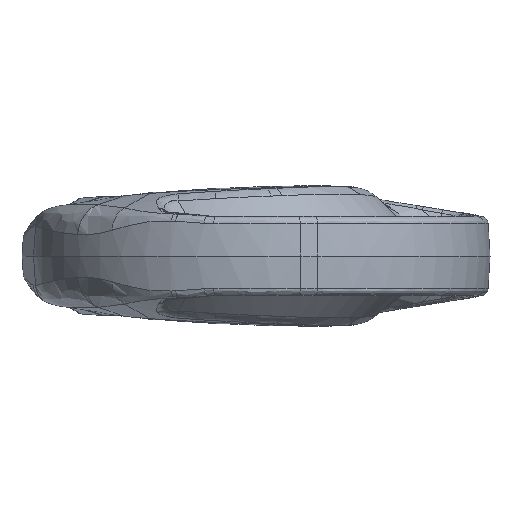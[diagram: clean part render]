
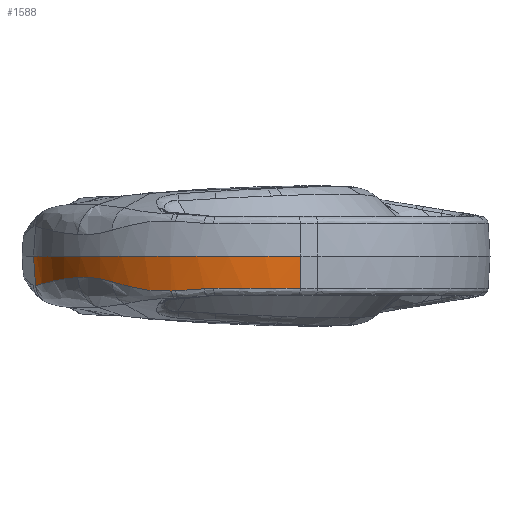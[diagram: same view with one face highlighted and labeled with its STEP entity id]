
A CAD part, front view. The second image highlights one B-rep face of the part: STEP entity #1588.
In plain terms, the highlighted free-form (B-spline) face has degree [5, 1] with [9, 3] control points.
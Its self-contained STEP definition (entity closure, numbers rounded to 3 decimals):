
#1588=ADVANCED_FACE('',(#3787),#3788,.T.);
#3787=FACE_OUTER_BOUND('',#23625,.T.);
#3788=B_SPLINE_SURFACE_WITH_KNOTS('',5,1,((#23626,#23627,#23628),(#23629,#23630,#23631),(#23632,#23633,#23634),(#23635,#23636,#23637),(#23638,#23639,#23640),(#23641,#23642,#23643),(#23644,#23645,#23646),(#23647,#23648,#23649),(#23650,#23651,#23652)),.UNSPECIFIED.,.F.,.F.,.F.,(6,3,6),(2,1,2),(0.0,0.5,1.0),(-0.007,0.0,1.0),.UNSPECIFIED.);
#23625=EDGE_LOOP('',(#45301,#45302,#45303,#45304,#45305,#45306,#45307,#45308,#45309,#45310));
#23626=CARTESIAN_POINT('',(-68.08,-17.026,-13.412));
#23627=CARTESIAN_POINT('',(-68.087,-17.027,-13.32));
#23628=CARTESIAN_POINT('',(-69.014,-17.116,0.0));
#23629=CARTESIAN_POINT('',(-66.749,-30.876,-13.412));
#23630=CARTESIAN_POINT('',(-66.755,-30.878,-13.32));
#23631=CARTESIAN_POINT('',(-67.667,-31.126,0.0));
#23632=CARTESIAN_POINT('',(-62.447,-44.44,-13.412));
#23633=CARTESIAN_POINT('',(-62.453,-44.443,-13.32));
#23634=CARTESIAN_POINT('',(-63.316,-44.847,0.0));
#23635=CARTESIAN_POINT('',(-55.251,-56.867,-13.412));
#23636=CARTESIAN_POINT('',(-55.256,-56.87,-13.32));
#23637=CARTESIAN_POINT('',(-56.036,-57.417,0.0));
#23638=CARTESIAN_POINT('',(-36.003,-77.83,-13.412));
#23639=CARTESIAN_POINT('',(-36.007,-77.836,-13.32));
#23640=CARTESIAN_POINT('',(-36.566,-78.624,0.0));
#23641=CARTESIAN_POINT('',(-9.852,-89.057,-13.412));
#23642=CARTESIAN_POINT('',(-9.853,-89.063,-13.32));
#23643=CARTESIAN_POINT('',(-10.111,-89.98,0.0));
#23644=CARTESIAN_POINT('',(4.256,-91.737,-13.412));
#23645=CARTESIAN_POINT('',(4.256,-91.743,-13.32));
#23646=CARTESIAN_POINT('',(4.16,-92.691,0.0));
#23647=CARTESIAN_POINT('',(18.48,-91.308,-13.412));
#23648=CARTESIAN_POINT('',(18.48,-91.314,-13.32));
#23649=CARTESIAN_POINT('',(18.548,-92.257,0.0));
#23650=CARTESIAN_POINT('',(31.99,-87.981,-13.412));
#23651=CARTESIAN_POINT('',(31.991,-87.988,-13.32));
#23652=CARTESIAN_POINT('',(32.214,-88.892,0.0));
#45301=ORIENTED_EDGE('',*,*,#50839,.F.);
#45302=ORIENTED_EDGE('',*,*,#50638,.T.);
#45303=ORIENTED_EDGE('',*,*,#50578,.T.);
#45304=ORIENTED_EDGE('',*,*,#50581,.T.);
#45305=ORIENTED_EDGE('',*,*,#50585,.T.);
#45306=ORIENTED_EDGE('',*,*,#50589,.T.);
#45307=ORIENTED_EDGE('',*,*,#50593,.T.);
#45308=ORIENTED_EDGE('',*,*,#50596,.T.);
#45309=ORIENTED_EDGE('',*,*,#50599,.T.);
#45310=ORIENTED_EDGE('',*,*,#50615,.T.);
#50578=EDGE_CURVE('',#53704,#53905,#54130,.T.);
#50581=EDGE_CURVE('',#53905,#54133,#54134,.T.);
#50585=EDGE_CURVE('',#54133,#54139,#54140,.T.);
#50589=EDGE_CURVE('',#54139,#54145,#54146,.T.);
#50593=EDGE_CURVE('',#54145,#54150,#54151,.T.);
#50596=EDGE_CURVE('',#54150,#54154,#54155,.T.);
#50599=EDGE_CURVE('',#54154,#54158,#54159,.T.);
#50615=EDGE_CURVE('',#54158,#54179,#54181,.F.);
#50638=EDGE_CURVE('',#54209,#53704,#54210,.T.);
#50839=EDGE_CURVE('',#54209,#54179,#54472,.T.);
#53704=VERTEX_POINT('',#60482);
#53905=VERTEX_POINT('',#61245);
#54130=LINE('',#62309,#62310);
#54133=VERTEX_POINT('',#62314);
#54134=B_SPLINE_CURVE_WITH_KNOTS('',3,(#62315,#62316,#62317,#62318,#62319,#62320,#62321,#62322,#62323,#62324),.UNSPECIFIED.,.F.,.F.,(4,3,3,4),(-1.,-0.62,-0.337,0.0),.UNSPECIFIED.);
#54139=VERTEX_POINT('',#62338);
#54140=B_SPLINE_CURVE_WITH_KNOTS('',3,(#62339,#62340,#62341,#62342,#62343,#62344,#62345,#62346,#62347,#62348),.UNSPECIFIED.,.F.,.F.,(4,3,3,4),(-1.,-0.86,-0.446,0.0),.UNSPECIFIED.);
#54145=VERTEX_POINT('',#62362);
#54146=B_SPLINE_CURVE_WITH_KNOTS('',3,(#62363,#62364,#62365,#62366,#62367,#62368,#62369,#62370,#62371,#62372,#62373,#62374,#62375),.UNSPECIFIED.,.F.,.F.,(4,3,3,3,4),(-1.0,-0.734,-0.456,-0.103,0.),.UNSPECIFIED.);
#54150=VERTEX_POINT('',#62396);
#54151=B_SPLINE_CURVE_WITH_KNOTS('',3,(#62397,#62398,#62399,#62400),.UNSPECIFIED.,.F.,.F.,(4,4),(-1.0,0.),.UNSPECIFIED.);
#54154=VERTEX_POINT('',#62403);
#54155=B_SPLINE_CURVE_WITH_KNOTS('',3,(#62404,#62405,#62406,#62407,#62408,#62409,#62410),.UNSPECIFIED.,.F.,.F.,(4,3,4),(-1.0,-0.663,0.),.UNSPECIFIED.);
#54158=VERTEX_POINT('',#62419);
#54159=B_SPLINE_CURVE_WITH_KNOTS('',3,(#62420,#62421,#62422,#62423,#62424,#62425),.UNSPECIFIED.,.F.,.F.,(4,2,4),(-1.0,-0.63,0.),.UNSPECIFIED.);
#54179=VERTEX_POINT('',#62478);
#54181=CIRCLE('',#62486,81.146);
#54209=VERTEX_POINT('',#62564);
#54210=B_SPLINE_CURVE_WITH_KNOTS('',3,(#62565,#62566,#62567,#62568,#62569,#62570,#62571,#62572,#62573,#62574,#62575,#62576,#62577),.UNSPECIFIED.,.F.,.F.,(4,3,3,3,4),(0.,0.258,0.5,0.758,1.0),.UNSPECIFIED.);
#54472=LINE('',#63673,#63674);
#60482=CARTESIAN_POINT('',(-69.014,-17.116,0.));
#61245=CARTESIAN_POINT('',(-68.233,-17.041,-11.21));
#62309=CARTESIAN_POINT('',(-69.014,-17.116,0.0));
#62310=VECTOR('',#73049,10.0);
#62314=CARTESIAN_POINT('',(-52.28,-58.466,-8.138));
#62315=CARTESIAN_POINT('',(-68.233,-17.041,-11.21));
#62316=CARTESIAN_POINT('',(-67.701,-22.672,-11.084));
#62317=CARTESIAN_POINT('',(-66.59,-28.28,-10.737));
#62318=CARTESIAN_POINT('',(-64.903,-33.727,-10.292));
#62319=CARTESIAN_POINT('',(-63.648,-37.784,-9.96));
#62320=CARTESIAN_POINT('',(-62.076,-41.746,-9.574));
#62321=CARTESIAN_POINT('',(-60.204,-45.561,-9.204));
#62322=CARTESIAN_POINT('',(-57.979,-50.094,-8.764));
#62323=CARTESIAN_POINT('',(-55.334,-54.414,-8.339));
#62324=CARTESIAN_POINT('',(-52.28,-58.466,-8.138));
#62338=CARTESIAN_POINT('',(-39.329,-71.844,-9.704));
#62339=CARTESIAN_POINT('',(-52.28,-58.466,-8.138));
#62340=CARTESIAN_POINT('',(-51.749,-59.171,-8.103));
#62341=CARTESIAN_POINT('',(-51.211,-59.861,-8.076));
#62342=CARTESIAN_POINT('',(-50.654,-60.549,-8.057));
#62343=CARTESIAN_POINT('',(-49.015,-62.578,-8.003));
#62344=CARTESIAN_POINT('',(-47.267,-64.526,-8.066));
#62345=CARTESIAN_POINT('',(-45.446,-66.351,-8.33));
#62346=CARTESIAN_POINT('',(-43.481,-68.322,-8.615));
#62347=CARTESIAN_POINT('',(-41.438,-70.147,-9.115));
#62348=CARTESIAN_POINT('',(-39.329,-71.844,-9.704));
#62362=CARTESIAN_POINT('',(-16.775,-84.83,-13.26));
#62363=CARTESIAN_POINT('',(-39.329,-71.844,-9.704));
#62364=CARTESIAN_POINT('',(-37.576,-73.254,-10.193));
#62365=CARTESIAN_POINT('',(-35.774,-74.581,-10.74));
#62366=CARTESIAN_POINT('',(-33.901,-75.845,-11.255));
#62367=CARTESIAN_POINT('',(-31.939,-77.17,-11.795));
#62368=CARTESIAN_POINT('',(-29.895,-78.429,-12.298));
#62369=CARTESIAN_POINT('',(-27.767,-79.621,-12.662));
#62370=CARTESIAN_POINT('',(-25.067,-81.134,-13.123));
#62371=CARTESIAN_POINT('',(-22.232,-82.537,-13.331));
#62372=CARTESIAN_POINT('',(-19.331,-83.781,-13.313));
#62373=CARTESIAN_POINT('',(-18.485,-84.145,-13.308));
#62374=CARTESIAN_POINT('',(-17.632,-84.495,-13.287));
#62375=CARTESIAN_POINT('',(-16.775,-84.83,-13.26));
#62396=CARTESIAN_POINT('',(-15.119,-85.46,-13.165));
#62397=CARTESIAN_POINT('',(-16.775,-84.83,-13.26));
#62398=CARTESIAN_POINT('',(-16.061,-85.109,-13.237));
#62399=CARTESIAN_POINT('',(-15.55,-85.301,-13.2));
#62400=CARTESIAN_POINT('',(-15.119,-85.46,-13.165));
#62403=CARTESIAN_POINT('',(-4.333,-88.615,-12.381));
#62404=CARTESIAN_POINT('',(-15.119,-85.46,-13.165));
#62405=CARTESIAN_POINT('',(-13.881,-85.918,-13.066));
#62406=CARTESIAN_POINT('',(-12.636,-86.344,-12.977));
#62407=CARTESIAN_POINT('',(-11.393,-86.735,-12.894));
#62408=CARTESIAN_POINT('',(-8.952,-87.503,-12.729));
#62409=CARTESIAN_POINT('',(-6.474,-88.144,-12.586));
#62410=CARTESIAN_POINT('',(-4.333,-88.615,-12.381));
#62419=CARTESIAN_POINT('',(-0.723,-89.313,-12.209));
#62420=CARTESIAN_POINT('',(-4.333,-88.615,-12.381));
#62421=CARTESIAN_POINT('',(-3.89,-88.713,-12.339));
#62422=CARTESIAN_POINT('',(-3.445,-88.807,-12.305));
#62423=CARTESIAN_POINT('',(-2.241,-89.048,-12.235));
#62424=CARTESIAN_POINT('',(-1.476,-89.188,-12.214));
#62425=CARTESIAN_POINT('',(-0.723,-89.313,-12.209));
#62478=CARTESIAN_POINT('',(32.01,-88.063,-12.209));
#62486=AXIS2_PLACEMENT_3D('',#73072,#73073,#73074);
#62564=CARTESIAN_POINT('',(32.214,-88.892,0.));
#62565=CARTESIAN_POINT('',(32.214,-88.892,0.0));
#62566=CARTESIAN_POINT('',(20.446,-91.79,0.0));
#62567=CARTESIAN_POINT('',(8.033,-92.034,0.0));
#62568=CARTESIAN_POINT('',(-3.841,-89.603,0.0));
#62569=CARTESIAN_POINT('',(-14.948,-87.328,0.0));
#62570=CARTESIAN_POINT('',(-25.571,-82.719,0.0));
#62571=CARTESIAN_POINT('',(-34.82,-76.161,0.0));
#62572=CARTESIAN_POINT('',(-44.706,-69.151,0.0));
#62573=CARTESIAN_POINT('',(-53.007,-59.919,0.0));
#62574=CARTESIAN_POINT('',(-58.93,-49.345,0.0));
#62575=CARTESIAN_POINT('',(-64.471,-39.454,0.0));
#62576=CARTESIAN_POINT('',(-67.929,-28.402,0.0));
#62577=CARTESIAN_POINT('',(-69.014,-17.116,0.0));
#63673=CARTESIAN_POINT('',(32.214,-88.892,0.0));
#63674=VECTOR('',#73214,10.0);
#73049=DIRECTION('',(0.069,0.007,-0.998));
#73072=CARTESIAN_POINT('',(12.61,-9.27,-12.209));
#73073=DIRECTION('',(-0.0,0.0,-1.0));
#73074=DIRECTION('',(-0.164,-0.986,0.0));
#73214=DIRECTION('',(-0.017,0.068,-0.998));
